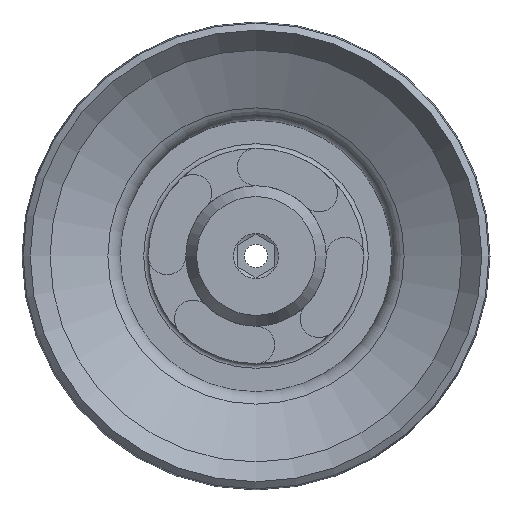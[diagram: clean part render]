
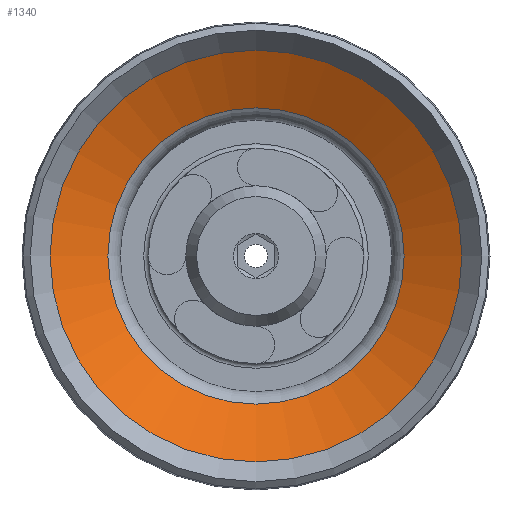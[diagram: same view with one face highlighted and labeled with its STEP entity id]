
A CAD part, front view. The second image highlights one B-rep face of the part: STEP entity #1340.
In plain terms, the highlighted conical face has half-angle 62.072 degrees and reference radius 15.829 mm.
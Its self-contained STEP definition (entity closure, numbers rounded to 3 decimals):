
#47=CONICAL_SURFACE('',#1441,15.829,1.083);
#119=CIRCLE('',#1440,15.829);
#120=CIRCLE('',#1442,22.);
#222=ORIENTED_EDGE('',*,*,#450,.T.);
#223=ORIENTED_EDGE('',*,*,#449,.F.);
#449=EDGE_CURVE('',#563,#563,#119,.T.);
#450=EDGE_CURVE('',#564,#564,#120,.T.);
#563=VERTEX_POINT('',#1957);
#564=VERTEX_POINT('',#1960);
#709=EDGE_LOOP('',(#222));
#710=EDGE_LOOP('',(#223));
#801=FACE_BOUND('',#709,.T.);
#802=FACE_BOUND('',#710,.T.);
#1340=ADVANCED_FACE('',(#801,#802),#47,.F.);
#1440=AXIS2_PLACEMENT_3D('',#1956,#1631,#1632);
#1441=AXIS2_PLACEMENT_3D('',#1958,#1633,#1634);
#1442=AXIS2_PLACEMENT_3D('',#1959,#1635,#1636);
#1631=DIRECTION('',(0.,-1.,0.));
#1632=DIRECTION('',(0.,0.,-1.));
#1633=DIRECTION('',(0.,-1.,0.));
#1634=DIRECTION('',(0.,0.,-1.));
#1635=DIRECTION('',(0.,-1.,0.));
#1636=DIRECTION('',(0.,0.,-1.));
#1956=CARTESIAN_POINT('',(0.,5.791,0.));
#1957=CARTESIAN_POINT('',(0.,5.791,-15.829));
#1958=CARTESIAN_POINT('',(0.,5.791,0.));
#1959=CARTESIAN_POINT('',(0.,2.52,0.));
#1960=CARTESIAN_POINT('',(0.,2.52,-22.));
